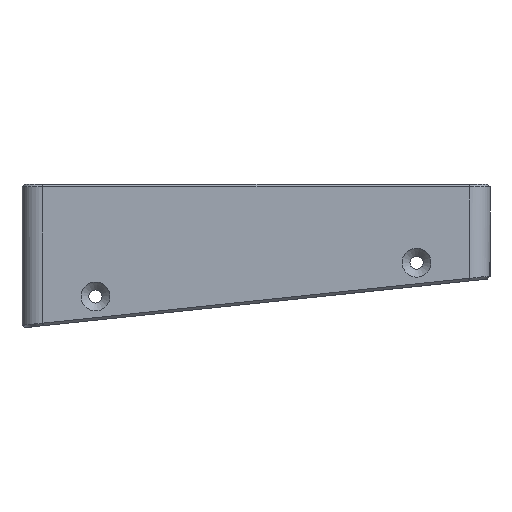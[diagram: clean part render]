
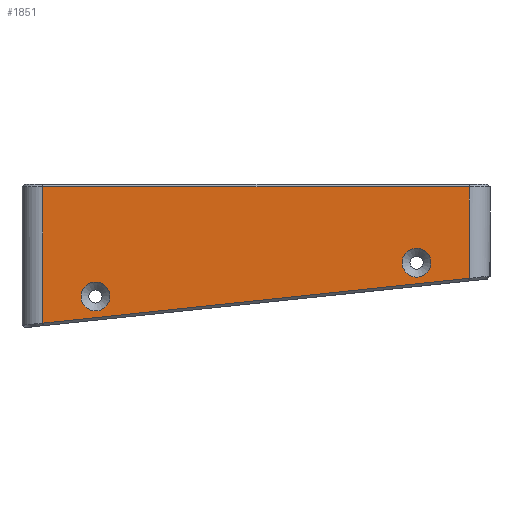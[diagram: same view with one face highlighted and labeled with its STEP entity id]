
A CAD part, left-side view. The second image highlights one B-rep face of the part: STEP entity #1851.
In plain terms, the highlighted planar face has unit normal (-1, 0, 0).
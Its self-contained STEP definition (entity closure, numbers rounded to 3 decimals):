
#32=B_SPLINE_CURVE_WITH_KNOTS('',3,(#3180,#3181,#3182,#3183),
 .UNSPECIFIED.,.F.,.F.,(4,4),(1.558,1.571),
 .UNSPECIFIED.);
#80=FACE_BOUND('',#352,.T.);
#81=FACE_BOUND('',#353,.T.);
#94=CIRCLE('',#1915,2.75);
#97=CIRCLE('',#1920,2.75);
#245=FACE_OUTER_BOUND('',#351,.T.);
#351=EDGE_LOOP('',(#1539,#1540,#1541,#1542,#1543));
#352=EDGE_LOOP('',(#1544));
#353=EDGE_LOOP('',(#1545));
#517=LINE('',#3030,#693);
#527=LINE('',#3210,#703);
#528=LINE('',#3212,#704);
#529=LINE('',#3213,#705);
#693=VECTOR('',#2428,10.);
#703=VECTOR('',#2444,10.);
#704=VECTOR('',#2445,10.);
#705=VECTOR('',#2446,10.);
#787=VERTEX_POINT('',#2691);
#790=VERTEX_POINT('',#2701);
#873=VERTEX_POINT('',#3003);
#877=VERTEX_POINT('',#3023);
#880=VERTEX_POINT('',#3028);
#891=VERTEX_POINT('',#3209);
#892=VERTEX_POINT('',#3211);
#963=EDGE_CURVE('',#787,#787,#94,.T.);
#968=EDGE_CURVE('',#790,#790,#97,.T.);
#1105=EDGE_CURVE('',#880,#877,#517,.T.);
#1124=EDGE_CURVE('',#873,#880,#32,.T.);
#1127=EDGE_CURVE('',#891,#873,#527,.T.);
#1128=EDGE_CURVE('',#892,#891,#528,.T.);
#1129=EDGE_CURVE('',#892,#877,#529,.T.);
#1539=ORIENTED_EDGE('',*,*,#1105,.F.);
#1540=ORIENTED_EDGE('',*,*,#1124,.F.);
#1541=ORIENTED_EDGE('',*,*,#1127,.F.);
#1542=ORIENTED_EDGE('',*,*,#1128,.F.);
#1543=ORIENTED_EDGE('',*,*,#1129,.T.);
#1544=ORIENTED_EDGE('',*,*,#963,.T.);
#1545=ORIENTED_EDGE('',*,*,#968,.T.);
#1768=PLANE('',#2020);
#1851=ADVANCED_FACE('',(#245,#80,#81),#1768,.T.);
#1915=AXIS2_PLACEMENT_3D('',#2692,#2140,#2141);
#1920=AXIS2_PLACEMENT_3D('',#2702,#2152,#2153);
#2020=AXIS2_PLACEMENT_3D('',#3208,#2442,#2443);
#2140=DIRECTION('center_axis',(1.,0.,0.));
#2141=DIRECTION('ref_axis',(0.,-1.,0.));
#2152=DIRECTION('center_axis',(1.,0.,0.));
#2153=DIRECTION('ref_axis',(0.,-1.,0.));
#2428=DIRECTION('',(0.,0.995,-0.105));
#2442=DIRECTION('center_axis',(-1.,0.,0.));
#2443=DIRECTION('ref_axis',(0.,-1.,0.));
#2444=DIRECTION('',(0.,0.,-1.));
#2445=DIRECTION('',(0.,-1.,0.));
#2446=DIRECTION('',(0.,0.,-1.));
#2691=CARTESIAN_POINT('',(-4.5,-4.75,-12.379));
#2692=CARTESIAN_POINT('Origin',(-4.5,-7.5,-12.379));
#2701=CARTESIAN_POINT('',(-4.5,-65.95,-5.947));
#2702=CARTESIAN_POINT('Origin',(-4.5,-68.7,-5.947));
#3003=CARTESIAN_POINT('',(-4.5,-78.7,-8.918));
#3023=CARTESIAN_POINT('',(-4.5,2.5,-17.452));
#3028=CARTESIAN_POINT('',(-4.5,-78.648,-8.923));
#3030=CARTESIAN_POINT('',(-4.5,-16.825,-15.421));
#3180=CARTESIAN_POINT('Ctrl Pts',(-4.5,-78.7,-8.918));
#3181=CARTESIAN_POINT('Ctrl Pts',(-4.5,-78.683,-8.919));
#3182=CARTESIAN_POINT('Ctrl Pts',(-4.5,-78.665,-8.921));
#3183=CARTESIAN_POINT('Ctrl Pts',(-4.5,-78.648,-8.923));
#3208=CARTESIAN_POINT('Origin',(-4.5,6.5,0.));
#3209=CARTESIAN_POINT('',(-4.5,-78.7,8.5));
#3210=CARTESIAN_POINT('',(-4.5,-78.7,0.));
#3211=CARTESIAN_POINT('',(-4.5,2.5,8.5));
#3212=CARTESIAN_POINT('',(-4.5,-15.8,8.5));
#3213=CARTESIAN_POINT('',(-4.5,2.5,0.));
